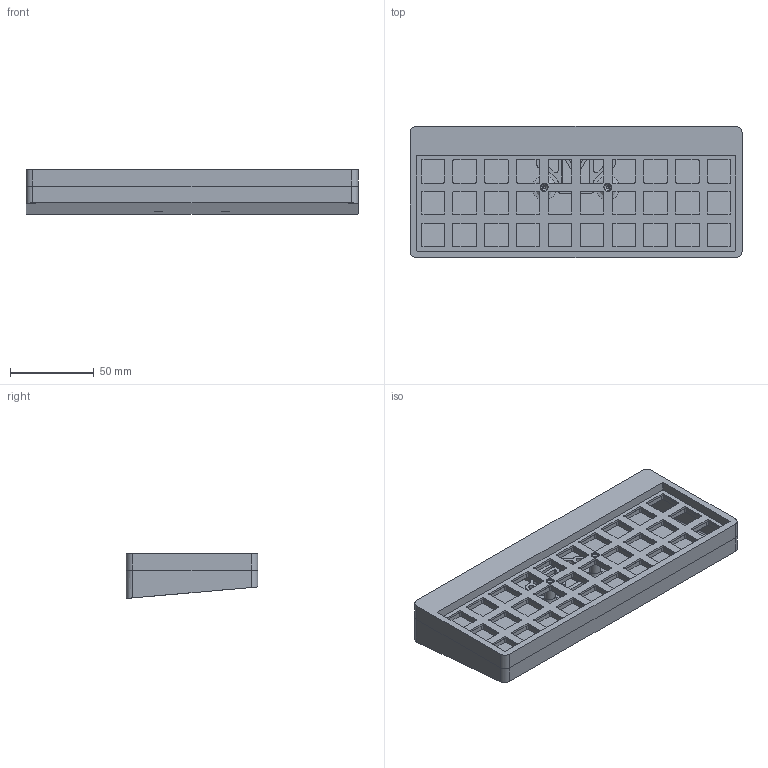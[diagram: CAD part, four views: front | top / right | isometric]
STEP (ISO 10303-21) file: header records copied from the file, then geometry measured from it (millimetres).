
FILE_DESCRIPTION(/* description */ (''),/* implementation_level */ '2;1');
FILE_NAME(/* name */ 'VOID30 Redux - Pro Micro - Angled.step',/* time_stamp */ '2023-06-13T13:14:37+03:00',/* author */ (''),/* organization */ (''),/* preprocessor_version */ 'ST-DEVELOPER v19.2',/* originating_system */ 'Autodesk Translation Framework v12.6.0.85',/* authorisation */ '');
FILE_SCHEMA (('AUTOMOTIVE_DESIGN { 1 0 10303 214 3 1 1 }'));
Length unit declared in the file: millimetre
Products named in the file (2): VOID30 Redux; VOID30 Redux Angled Controller Mount
Assembly tree (1 placements, depth 2):
  VOID30 Redux
    VOID30 Redux Angled Controller Mount
Bounding box: 198.75 x 78.8 x 26.89 mm (x, y, z)
Volume: 125014.1 mm3; surface area: 88815.5 mm2
Topology: 3 solids, 3 shells, 809 faces, 2213 edges, 1446 vertices
Faces by surface type: plane 400, cylinder 365, bspline 26, torus 12, cone 6
Full cylindrical faces by diameter (mm): 2.4 x8, 3.5 x8, 4 x2, 4.2 x4, 6.4 x2
Entity records: 26820 total; most frequent: CARTESIAN_POINT 5524, DIRECTION 4525, ORIENTED_EDGE 4410, EDGE_CURVE 2205, AXIS2_PLACEMENT_3D 1572, VERTEX_POINT 1446, LINE 1381, VECTOR 1381
